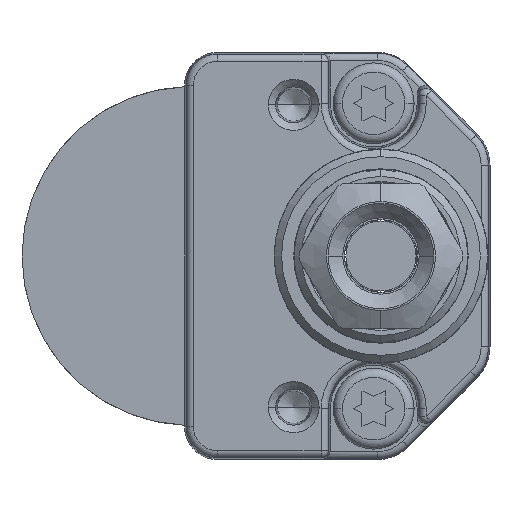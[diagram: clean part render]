
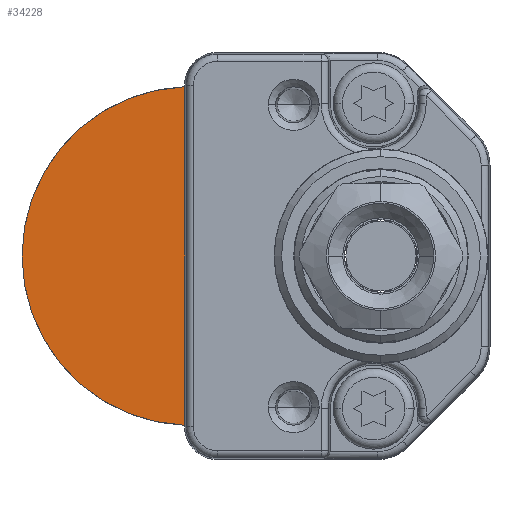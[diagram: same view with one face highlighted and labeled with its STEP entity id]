
A CAD part, left-side view. The second image highlights one B-rep face of the part: STEP entity #34228.
In plain terms, the highlighted planar face has unit normal (-1, 0, 0).
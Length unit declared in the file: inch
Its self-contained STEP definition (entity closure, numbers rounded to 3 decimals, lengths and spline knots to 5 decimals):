
#7855=DIRECTION('',(0.,0.,1.));
#7856=VECTOR('',#7855,0.91659);
#7857=CARTESIAN_POINT('',(0.,0.82677,-0.4583));
#7858=LINE('',#7857,#7856);
#7859=CARTESIAN_POINT('',(0.,0.80846,0.));
#7860=DIRECTION('',(-1.,0.,0.));
#7861=DIRECTION('',(0.,0.04,0.999));
#7862=AXIS2_PLACEMENT_3D('',#7859,#7860,#7861);
#21500=CARTESIAN_POINT('',(0.,0.82677,-0.4583));
#21501=CARTESIAN_POINT('',(0.,0.82677,0.4583));
#21502=VERTEX_POINT('',#21500);
#21503=VERTEX_POINT('',#21501);
#34218=CARTESIAN_POINT('',(0.,0.74941,0.));
#34219=DIRECTION('',(-1.,0.,0.));
#34220=DIRECTION('',(0.,0.,1.));
#34221=AXIS2_PLACEMENT_3D('',#34218,#34219,#34220);
#34222=PLANE('',#34221);
#34224=ORIENTED_EDGE('',*,*,#34223,.F.);
#34225=ORIENTED_EDGE('',*,*,#34207,.F.);
#34226=EDGE_LOOP('',(#34224,#34225));
#34227=FACE_OUTER_BOUND('',#34226,.F.);
#34228=ADVANCED_FACE('',(#34227),#34222,.T.);
#7863=CIRCLE('',#7862,0.45866);
#34207=EDGE_CURVE('',#21503,#21502,#7863,.T.);
#34223=EDGE_CURVE('',#21502,#21503,#7858,.T.);
